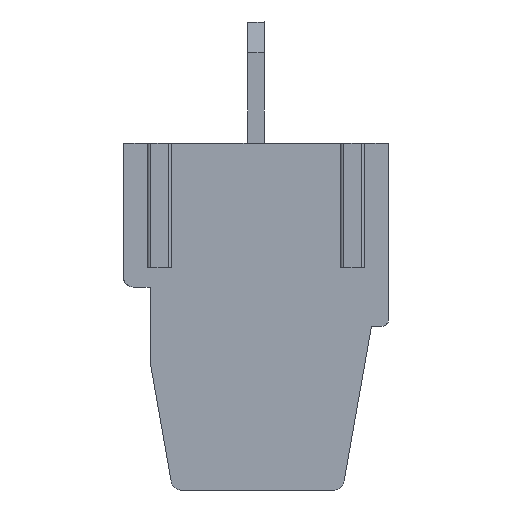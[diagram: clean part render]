
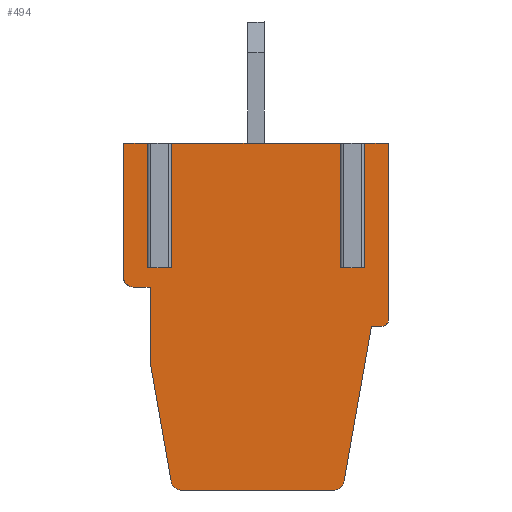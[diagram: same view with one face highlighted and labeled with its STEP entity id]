
A CAD part, front view. The second image highlights one B-rep face of the part: STEP entity #494.
In plain terms, the highlighted planar face has unit normal (0, -1, 0).
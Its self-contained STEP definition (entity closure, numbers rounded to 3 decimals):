
#494 = ADVANCED_FACE( '', ( #1208 ), #1209, .F. );
#1208 = FACE_OUTER_BOUND( '', #2161, .T. );
#1209 = PLANE( '', #2162 );
#2161 = EDGE_LOOP( '', ( #3636, #3637, #3638, #3639, #3640, #3641, #3642, #3643, #3644, #3645, #3646, #3647, #3648, #3649, #3650, #3651, #3652, #3653, #3654, #3655, #3656 ) );
#2162 = AXIS2_PLACEMENT_3D( '', #3657, #3658, #3659 );
#3636 = ORIENTED_EDGE( '', *, *, #6104, .F. );
#3637 = ORIENTED_EDGE( '', *, *, #5944, .T. );
#3638 = ORIENTED_EDGE( '', *, *, #6229, .T. );
#3639 = ORIENTED_EDGE( '', *, *, #6230, .T. );
#3640 = ORIENTED_EDGE( '', *, *, #6231, .F. );
#3641 = ORIENTED_EDGE( '', *, *, #6232, .T. );
#3642 = ORIENTED_EDGE( '', *, *, #6233, .T. );
#3643 = ORIENTED_EDGE( '', *, *, #6234, .T. );
#3644 = ORIENTED_EDGE( '', *, *, #6235, .T. );
#3645 = ORIENTED_EDGE( '', *, *, #6236, .F. );
#3646 = ORIENTED_EDGE( '', *, *, #6224, .F. );
#3647 = ORIENTED_EDGE( '', *, *, #6237, .F. );
#3648 = ORIENTED_EDGE( '', *, *, #6132, .T. );
#3649 = ORIENTED_EDGE( '', *, *, #6238, .T. );
#3650 = ORIENTED_EDGE( '', *, *, #6239, .T. );
#3651 = ORIENTED_EDGE( '', *, *, #6240, .F. );
#3652 = ORIENTED_EDGE( '', *, *, #6028, .F. );
#3653 = ORIENTED_EDGE( '', *, *, #6241, .T. );
#3654 = ORIENTED_EDGE( '', *, *, #6242, .T. );
#3655 = ORIENTED_EDGE( '', *, *, #6243, .T. );
#3656 = ORIENTED_EDGE( '', *, *, #6181, .T. );
#3657 = CARTESIAN_POINT( '', ( -43.702, -10.2, -4.395 ) );
#3658 = DIRECTION( '', ( 0., 1., 0. ) );
#3659 = DIRECTION( '', ( -1., 0., 0. ) );
#5944 = EDGE_CURVE( '', #7235, #7232, #7236, .F. );
#6028 = EDGE_CURVE( '', #7379, #7377, #7381, .T. );
#6104 = EDGE_CURVE( '', #7235, #7506, #7507, .T. );
#6132 = EDGE_CURVE( '', #7547, #7549, #7551, .F. );
#6181 = EDGE_CURVE( '', #7628, #7506, #7631, .T. );
#6224 = EDGE_CURVE( '', #7702, #7704, #7705, .T. );
#6229 = EDGE_CURVE( '', #7232, #7711, #7712, .T. );
#6230 = EDGE_CURVE( '', #7711, #7713, #7714, .T. );
#6231 = EDGE_CURVE( '', #7715, #7713, #7716, .T. );
#6232 = EDGE_CURVE( '', #7715, #7717, #7718, .F. );
#6233 = EDGE_CURVE( '', #7717, #7719, #7720, .T. );
#6234 = EDGE_CURVE( '', #7719, #7721, #7722, .T. );
#6235 = EDGE_CURVE( '', #7721, #7723, #7724, .F. );
#6236 = EDGE_CURVE( '', #7704, #7723, #7725, .T. );
#6237 = EDGE_CURVE( '', #7547, #7702, #7726, .T. );
#6238 = EDGE_CURVE( '', #7549, #7727, #7728, .T. );
#6239 = EDGE_CURVE( '', #7727, #7729, #7730, .F. );
#6240 = EDGE_CURVE( '', #7377, #7729, #7731, .T. );
#6241 = EDGE_CURVE( '', #7379, #7732, #7733, .F. );
#6242 = EDGE_CURVE( '', #7732, #7734, #7735, .T. );
#6243 = EDGE_CURVE( '', #7734, #7628, #7736, .T. );
#7232 = VERTEX_POINT( '', #9093 );
#7235 = VERTEX_POINT( '', #9096 );
#7236 = LINE( '', #9097, #9098 );
#7377 = VERTEX_POINT( '', #9298 );
#7379 = VERTEX_POINT( '', #9301 );
#7381 = LINE( '', #9304, #9305 );
#7506 = VERTEX_POINT( '', #9488 );
#7507 = LINE( '', #9489, #9490 );
#7547 = VERTEX_POINT( '', #9547 );
#7549 = VERTEX_POINT( '', #9550 );
#7551 = CIRCLE( '', #9553, 0.298 );
#7628 = VERTEX_POINT( '', #9664 );
#7631 = LINE( '', #9668, #9669 );
#7702 = VERTEX_POINT( '', #9776 );
#7704 = VERTEX_POINT( '', #9779 );
#7705 = LINE( '', #9780, #9781 );
#7711 = VERTEX_POINT( '', #9790 );
#7712 = LINE( '', #9791, #9792 );
#7713 = VERTEX_POINT( '', #9793 );
#7714 = LINE( '', #9794, #9795 );
#7715 = VERTEX_POINT( '', #9796 );
#7716 = LINE( '', #9797, #9798 );
#7717 = VERTEX_POINT( '', #9799 );
#7718 = LINE( '', #9800, #9801 );
#7719 = VERTEX_POINT( '', #9802 );
#7720 = LINE( '', #9803, #9804 );
#7721 = VERTEX_POINT( '', #9805 );
#7722 = LINE( '', #9806, #9807 );
#7723 = VERTEX_POINT( '', #9808 );
#7724 = CIRCLE( '', #9809, 0.298 );
#7725 = LINE( '', #9810, #9811 );
#7726 = LINE( '', #9812, #9813 );
#7727 = VERTEX_POINT( '', #9814 );
#7728 = LINE( '', #9815, #9816 );
#7729 = VERTEX_POINT( '', #9817 );
#7730 = CIRCLE( '', #9818, 0.298 );
#7731 = LINE( '', #9819, #9820 );
#7732 = VERTEX_POINT( '', #9821 );
#7733 = CIRCLE( '', #9822, 0.198 );
#7734 = VERTEX_POINT( '', #9823 );
#7735 = LINE( '', #9824, #9825 );
#7736 = LINE( '', #9826, #9827 );
#9093 = CARTESIAN_POINT( '', ( -37.37, -10.2, 0. ) );
#9096 = CARTESIAN_POINT( '', ( -37.37, -10.2, -3.8 ) );
#9097 = CARTESIAN_POINT( '', ( -37.37, -10.2, 0. ) );
#9098 = VECTOR( '', #11285, 1000. );
#9298 = CARTESIAN_POINT( '', ( -36.423, -10.2, -5.596 ) );
#9301 = CARTESIAN_POINT( '', ( -36.102, -10.2, -5.596 ) );
#9304 = CARTESIAN_POINT( '', ( -35.904, -10.2, -5.596 ) );
#9305 = VECTOR( '', #11365, 1000. );
#9488 = CARTESIAN_POINT( '', ( -36.63, -10.2, -3.8 ) );
#9489 = CARTESIAN_POINT( '', ( -37.32, -10.2, -3.8 ) );
#9490 = VECTOR( '', #11451, 1000. );
#9547 = CARTESIAN_POINT( '', ( -42.549, -10.2, -10.317 ) );
#9550 = CARTESIAN_POINT( '', ( -42.252, -10.2, -10.6 ) );
#9553 = AXIS2_PLACEMENT_3D( '', #11477, #11478, #11479 );
#9664 = CARTESIAN_POINT( '', ( -36.63, -10.2, 0. ) );
#9668 = CARTESIAN_POINT( '', ( -36.63, -10.2, 0. ) );
#9669 = VECTOR( '', #11524, 1000. );
#9776 = CARTESIAN_POINT( '', ( -43.186, -10.2, -6.704 ) );
#9779 = CARTESIAN_POINT( '', ( -43.186, -10.2, -4.395 ) );
#9780 = CARTESIAN_POINT( '', ( -43.186, -10.2, -6.704 ) );
#9781 = VECTOR( '', #11562, 1000. );
#9790 = CARTESIAN_POINT( '', ( -42.53, -10.2, 0. ) );
#9791 = CARTESIAN_POINT( '', ( -40.503, -10.2, 0. ) );
#9792 = VECTOR( '', #11566, 1000. );
#9793 = CARTESIAN_POINT( '', ( -42.53, -10.2, -3.8 ) );
#9794 = CARTESIAN_POINT( '', ( -42.53, -10.2, 0. ) );
#9795 = VECTOR( '', #11567, 1000. );
#9796 = CARTESIAN_POINT( '', ( -43.27, -10.2, -3.8 ) );
#9797 = CARTESIAN_POINT( '', ( -43.22, -10.2, -3.8 ) );
#9798 = VECTOR( '', #11568, 1000. );
#9799 = CARTESIAN_POINT( '', ( -43.27, -10.2, 0. ) );
#9800 = CARTESIAN_POINT( '', ( -43.27, -10.2, 0. ) );
#9801 = VECTOR( '', #11569, 1000. );
#9802 = CARTESIAN_POINT( '', ( -44., -10.2, 0. ) );
#9803 = CARTESIAN_POINT( '', ( -40.503, -10.2, 0. ) );
#9804 = VECTOR( '', #11570, 1000. );
#9805 = CARTESIAN_POINT( '', ( -44., -10.2, -4.098 ) );
#9806 = CARTESIAN_POINT( '', ( -44., -10.2, 0. ) );
#9807 = VECTOR( '', #11571, 1000. );
#9808 = CARTESIAN_POINT( '', ( -43.702, -10.2, -4.395 ) );
#9809 = AXIS2_PLACEMENT_3D( '', #11572, #11573, #11574 );
#9810 = CARTESIAN_POINT( '', ( -43.186, -10.2, -4.395 ) );
#9811 = VECTOR( '', #11575, 1000. );
#9812 = CARTESIAN_POINT( '', ( -42.502, -10.2, -10.587 ) );
#9813 = VECTOR( '', #11576, 1000. );
#9814 = CARTESIAN_POINT( '', ( -37.552, -10.2, -10.6 ) );
#9815 = CARTESIAN_POINT( '', ( -39.902, -10.2, -10.6 ) );
#9816 = VECTOR( '', #11577, 1000. );
#9817 = CARTESIAN_POINT( '', ( -37.255, -10.2, -10.317 ) );
#9818 = AXIS2_PLACEMENT_3D( '', #11578, #11579, #11580 );
#9819 = CARTESIAN_POINT( '', ( -36.423, -10.2, -5.596 ) );
#9820 = VECTOR( '', #11581, 1000. );
#9821 = CARTESIAN_POINT( '', ( -35.904, -10.2, -5.398 ) );
#9822 = AXIS2_PLACEMENT_3D( '', #11582, #11583, #11584 );
#9823 = CARTESIAN_POINT( '', ( -35.904, -10.2, 0. ) );
#9824 = CARTESIAN_POINT( '', ( -35.904, -10.2, 0. ) );
#9825 = VECTOR( '', #11585, 1000. );
#9826 = CARTESIAN_POINT( '', ( -40.503, -10.2, 0. ) );
#9827 = VECTOR( '', #11586, 1000. );
#11285 = DIRECTION( '', ( 0., 0., -1. ) );
#11365 = DIRECTION( '', ( -1., 0., 0. ) );
#11451 = DIRECTION( '', ( 1., 0., 0. ) );
#11477 = CARTESIAN_POINT( '', ( -42.252, -10.2, -10.302 ) );
#11478 = DIRECTION( '', ( 0., 1., 0. ) );
#11479 = DIRECTION( '', ( 0., 0., 1. ) );
#11524 = DIRECTION( '', ( 0., 0., -1. ) );
#11562 = DIRECTION( '', ( 0., 0., 1. ) );
#11566 = DIRECTION( '', ( -1., 0., 0. ) );
#11567 = DIRECTION( '', ( 0., 0., -1. ) );
#11568 = DIRECTION( '', ( 1., 0., 0. ) );
#11569 = DIRECTION( '', ( 0., 0., -1. ) );
#11570 = DIRECTION( '', ( -1., 0., 0. ) );
#11571 = DIRECTION( '', ( 0., 0., -1. ) );
#11572 = CARTESIAN_POINT( '', ( -43.702, -10.2, -4.098 ) );
#11573 = DIRECTION( '', ( 0., 1., 0. ) );
#11574 = DIRECTION( '', ( 0., 0., 1. ) );
#11575 = DIRECTION( '', ( -1., 0., 0. ) );
#11576 = DIRECTION( '', ( -0.174, 0., 0.985 ) );
#11577 = DIRECTION( '', ( 1., 0., 0. ) );
#11578 = CARTESIAN_POINT( '', ( -37.552, -10.2, -10.302 ) );
#11579 = DIRECTION( '', ( 0., 1., 0. ) );
#11580 = DIRECTION( '', ( 0., 0., 1. ) );
#11581 = DIRECTION( '', ( -0.174, 0., -0.985 ) );
#11582 = CARTESIAN_POINT( '', ( -36.102, -10.2, -5.398 ) );
#11583 = DIRECTION( '', ( 0., 1., 0. ) );
#11584 = DIRECTION( '', ( 0., 0., 1. ) );
#11585 = DIRECTION( '', ( 0., 0., 1. ) );
#11586 = DIRECTION( '', ( -1., 0., 0. ) );
